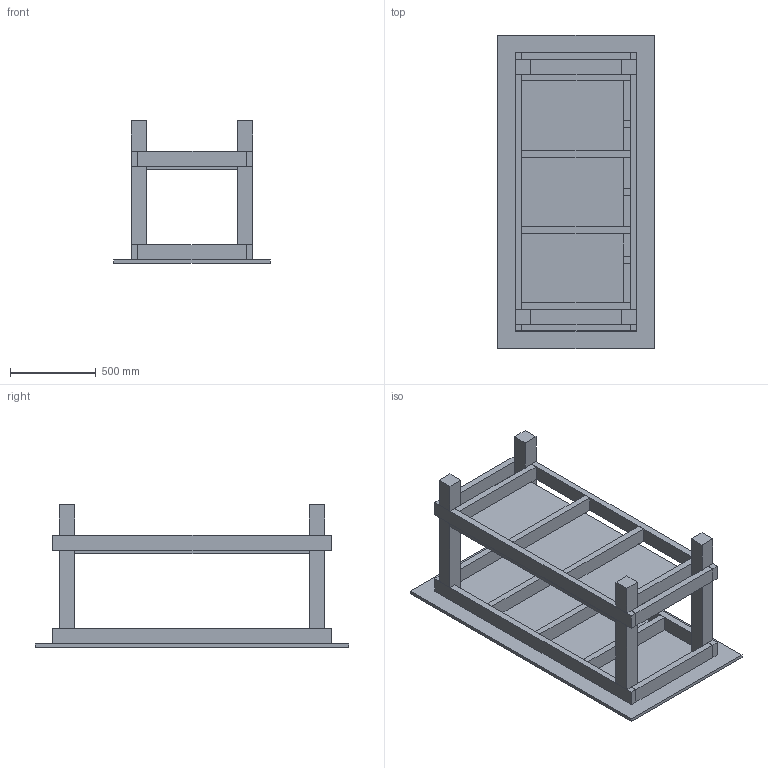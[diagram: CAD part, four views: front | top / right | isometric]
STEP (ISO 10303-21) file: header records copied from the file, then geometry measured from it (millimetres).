
FILE_DESCRIPTION (( 'STEP AP214' ), '1' );
FILE_NAME ('TableAssembly.STEP', '2024-11-22T18:43:54', ( '' ), ( '' ), 'SwSTEP 2.0', 'SolidWorks 2022', '' );
FILE_SCHEMA (( 'AUTOMOTIVE_DESIGN' ));
Length unit declared in the file: inch
Products named in the file (10): FrontBackStretcher; BackLeftLeg; FrontLeftLeg; SideStretcher; BackRightLeg; BottomSupport; FrontRightLeg; TableAssembly; BottomPlywood; TopPlywood
Assembly tree (21 placements, depth 2):
  TableAssembly
    FrontRightLeg
    FrontBackStretcher  x4
    FrontLeftLeg
    SideStretcher  x7
    BackRightLeg
    BackLeftLeg
    BottomSupport  x4
    BottomPlywood
    TopPlywood
Bounding box: 914.4 x 1828.8 x 831.85 mm (x, y, z)
Volume: 117417410.3 mm3; surface area: 9987076.8 mm2
Topology: 21 solids, 21 shells, 150 faces, 324 edges, 216 vertices
Faces by surface type: plane 150
Entity records: 2734 total; most frequent: CARTESIAN_POINT 402, DIRECTION 384, ORIENTED_EDGE 360, LINE 180, EDGE_CURVE 180, VECTOR 180, VERTEX_POINT 120, AXIS2_PLACEMENT_3D 102
